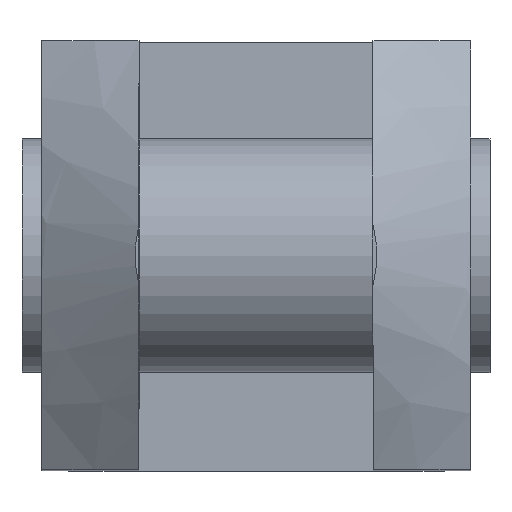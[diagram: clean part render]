
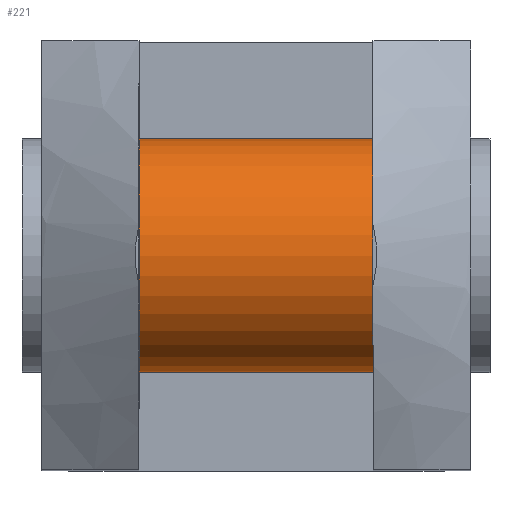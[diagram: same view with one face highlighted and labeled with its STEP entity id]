
A CAD part, top view. The second image highlights one B-rep face of the part: STEP entity #221.
In plain terms, the highlighted cylindrical face has radius 15 mm (diameter 30 mm), a full revolution.
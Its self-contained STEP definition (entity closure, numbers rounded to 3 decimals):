
#194=CARTESIAN_POINT('',(0.0,0.0,110.0));
#195=DIRECTION('',(1.0,0.0,0.0));
#196=DIRECTION('',(0.0,-1.0,0.0));
#197=AXIS2_PLACEMENT_3D('',#194,#195,#196);
#198=CYLINDRICAL_SURFACE('',#197,15.0);
#199=CARTESIAN_POINT('',(15.,15.0,110.0));
#200=VERTEX_POINT('',#199);
#201=CARTESIAN_POINT('',(15.,0.0,110.0));
#202=DIRECTION('',(1.0,0.0,0.0));
#203=DIRECTION('',(0.0,-1.0,0.0));
#204=AXIS2_PLACEMENT_3D('',#201,#202,#203);
#205=CIRCLE('',#204,15.0);
#206=EDGE_CURVE('',#200,#200,#205,.T.);
#207=ORIENTED_EDGE('',*,*,#206,.F.);
#208=EDGE_LOOP('',(#207));
#209=FACE_OUTER_BOUND('',#208,.T.);
#210=CARTESIAN_POINT('',(-15.,15.0,110.0));
#211=VERTEX_POINT('',#210);
#212=CARTESIAN_POINT('',(-15.,0.0,110.0));
#213=DIRECTION('',(-1.0,0.0,0.0));
#214=DIRECTION('',(0.0,-1.0,0.0));
#215=AXIS2_PLACEMENT_3D('',#212,#213,#214);
#216=CIRCLE('',#215,15.0);
#217=EDGE_CURVE('',#211,#211,#216,.T.);
#218=ORIENTED_EDGE('',*,*,#217,.F.);
#219=EDGE_LOOP('',(#218));
#220=FACE_BOUND('',#219,.T.);
#221=ADVANCED_FACE('',(#209,#220),#198,.T.);
